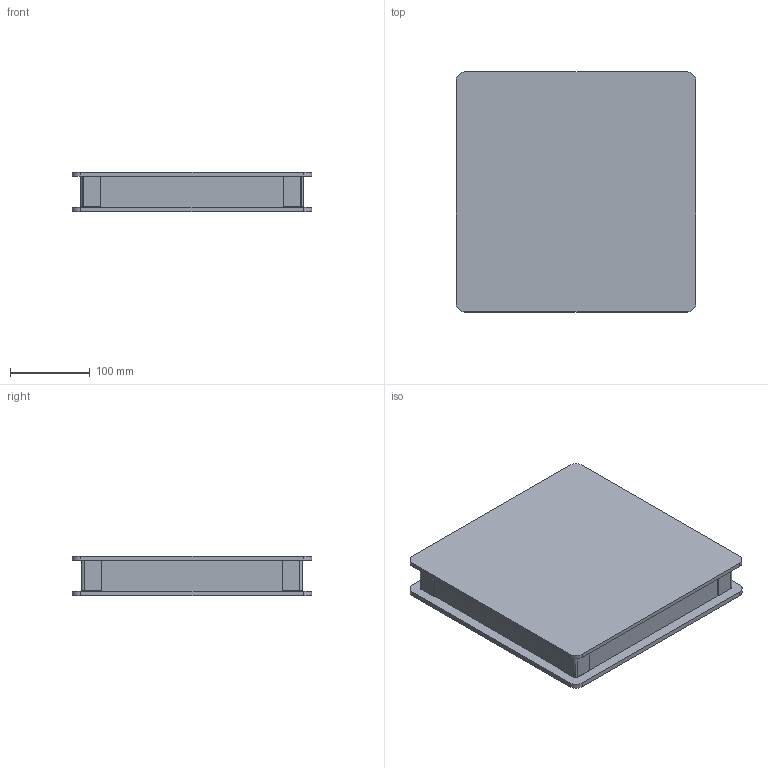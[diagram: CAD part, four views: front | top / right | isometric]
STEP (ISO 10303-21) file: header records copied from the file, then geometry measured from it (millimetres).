
FILE_DESCRIPTION (( 'STEP AP203' ), '1' );
FILE_NAME ('516050.STEP', '2024-06-18T07:00:39', ( '' ), ( '' ), 'SwSTEP 2.0', 'SolidWorks 2020', '' );
FILE_SCHEMA (( 'CONFIG_CONTROL_DESIGN' ));
Length unit declared in the file: millimetre
Products named in the file (1): 516050
Bounding box: 300 x 300 x 50 mm (x, y, z)
Volume: 3910822.9 mm3; surface area: 283373.9 mm2
Topology: 1 solids, 1 shells, 360 faces, 768 edges, 512 vertices
Faces by surface type: cylinder 216, plane 144
Entity records: 10001 total; most frequent: DIRECTION 1922, CARTESIAN_POINT 1641, ORIENTED_EDGE 1536, AXIS2_PLACEMENT_3D 793, EDGE_CURVE 768, VERTEX_POINT 512, EDGE_LOOP 462, CIRCLE 432
